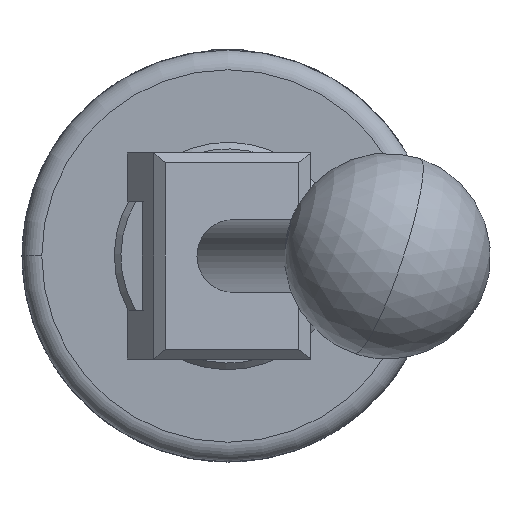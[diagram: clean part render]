
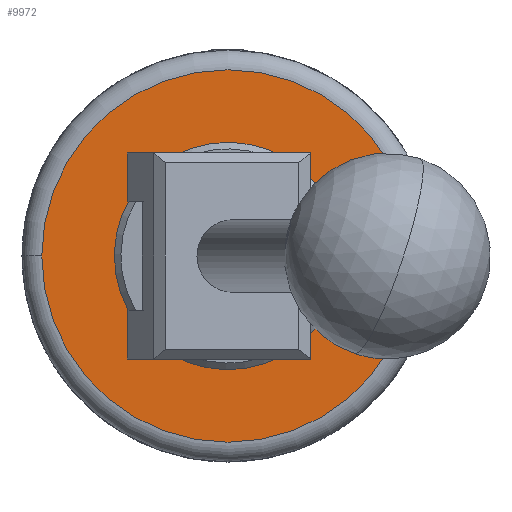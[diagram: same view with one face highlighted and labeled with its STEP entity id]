
A CAD part, front view. The second image highlights one B-rep face of the part: STEP entity #9972.
In plain terms, the highlighted planar face has unit normal (0, -1, 0).
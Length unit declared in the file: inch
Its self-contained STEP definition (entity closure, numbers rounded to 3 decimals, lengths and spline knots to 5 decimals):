
#70 = ORIENTED_EDGE ( 'NONE', *, *, #555, .F. ) ;
#358 = DIRECTION ( 'NONE',  ( 1., 0., 0. ) ) ;
#382 = AXIS2_PLACEMENT_3D ( 'NONE', #7357, #4026, #13956 ) ;
#425 = DIRECTION ( 'NONE',  ( 0., -1., 0. ) ) ;
#555 = EDGE_CURVE ( 'NONE', #7256, #1317, #11223, .T. ) ;
#728 = EDGE_LOOP ( 'NONE', ( #2158, #4030 ) ) ;
#835 = CARTESIAN_POINT ( 'NONE',  ( 0., 0., 0. ) ) ;
#1317 = VERTEX_POINT ( 'NONE', #9035 ) ;
#2158 = ORIENTED_EDGE ( 'NONE', *, *, #12930, .T. ) ;
#2245 = CARTESIAN_POINT ( 'NONE',  ( 0., 0., 0. ) ) ;
#2988 = CARTESIAN_POINT ( 'NONE',  ( 0.348, 0., 0. ) ) ;
#3789 = CIRCLE ( 'NONE', #7947, 1.13 ) ;
#3853 = AXIS2_PLACEMENT_3D ( 'NONE', #835, #5253, #10735 ) ;
#3984 = FACE_OUTER_BOUND ( 'NONE', #728, .T. ) ;
#4026 = DIRECTION ( 'NONE',  ( 0., -1., 0. ) ) ;
#4030 = ORIENTED_EDGE ( 'NONE', *, *, #11919, .T. ) ;
#4268 = EDGE_LOOP ( 'NONE', ( #70, #6288 ) ) ;
#4987 = DIRECTION ( 'NONE',  ( 0., -1., 0. ) ) ;
#5207 = CARTESIAN_POINT ( 'NONE',  ( 0., 0., 0. ) ) ;
#5221 = CIRCLE ( 'NONE', #382, 1.13 ) ;
#5253 = DIRECTION ( 'NONE',  ( 0., -1., 0. ) ) ;
#6288 = ORIENTED_EDGE ( 'NONE', *, *, #7323, .F. ) ;
#6791 = AXIS2_PLACEMENT_3D ( 'NONE', #10238, #425, #358 ) ;
#7256 = VERTEX_POINT ( 'NONE', #2988 ) ;
#7287 = CIRCLE ( 'NONE', #10264, 0.348 ) ;
#7323 = EDGE_CURVE ( 'NONE', #1317, #7256, #7287, .T. ) ;
#7357 = CARTESIAN_POINT ( 'NONE',  ( 0., 0., 0. ) ) ;
#7896 = DIRECTION ( 'NONE',  ( 1., 0., 0. ) ) ;
#7947 = AXIS2_PLACEMENT_3D ( 'NONE', #2245, #13415, #7896 ) ;
#8290 = VERTEX_POINT ( 'NONE', #12340 ) ;
#8461 = CARTESIAN_POINT ( 'NONE',  ( 1.13, 0., 0. ) ) ;
#8572 = PLANE ( 'NONE',  #6791 ) ;
#9035 = CARTESIAN_POINT ( 'NONE',  ( -0.348, 0., 0. ) ) ;
#9972 = ADVANCED_FACE ( 'NONE', ( #3984, #13166 ), #8572, .T. ) ;
#10238 = CARTESIAN_POINT ( 'NONE',  ( 0., 0., -0.348 ) ) ;
#10264 = AXIS2_PLACEMENT_3D ( 'NONE', #5207, #4987, #10608 ) ;
#10608 = DIRECTION ( 'NONE',  ( 1., 0., 0. ) ) ;
#10735 = DIRECTION ( 'NONE',  ( 1., 0., 0. ) ) ;
#11223 = CIRCLE ( 'NONE', #3853, 0.348 ) ;
#11919 = EDGE_CURVE ( 'NONE', #8290, #13119, #3789, .T. ) ;
#12340 = CARTESIAN_POINT ( 'NONE',  ( -1.13, 0., 0. ) ) ;
#12930 = EDGE_CURVE ( 'NONE', #13119, #8290, #5221, .T. ) ;
#13119 = VERTEX_POINT ( 'NONE', #8461 ) ;
#13166 = FACE_BOUND ( 'NONE', #4268, .T. ) ;
#13415 = DIRECTION ( 'NONE',  ( 0., -1., 0. ) ) ;
#13956 = DIRECTION ( 'NONE',  ( 1., 0., 0. ) ) ;
